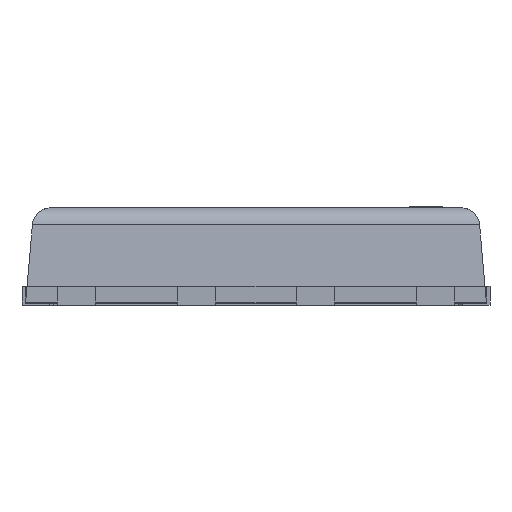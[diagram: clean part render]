
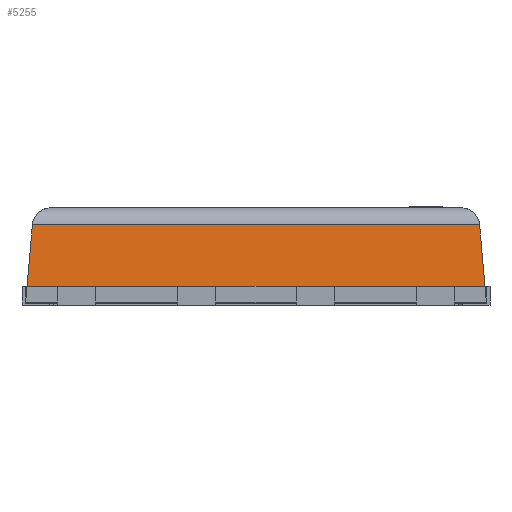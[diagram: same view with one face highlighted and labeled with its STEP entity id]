
A CAD part, front view. The second image highlights one B-rep face of the part: STEP entity #5255.
In plain terms, the highlighted planar face has unit normal (0, -0.996, 0.087).
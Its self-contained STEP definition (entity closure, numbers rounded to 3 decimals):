
#350 = VECTOR ( 'NONE', #11889, 1000. ) ;
#575 = CARTESIAN_POINT ( 'NONE',  ( 2.45, -2.912, 0.02 ) ) ;
#969 = ORIENTED_EDGE ( 'NONE', *, *, #14696, .T. ) ;
#1202 = ORIENTED_EDGE ( 'NONE', *, *, #9278, .F. ) ;
#1479 = ORIENTED_EDGE ( 'NONE', *, *, #2810, .T. ) ;
#1639 = VECTOR ( 'NONE', #15336, 1000. ) ;
#1700 = CARTESIAN_POINT ( 'NONE',  ( -2.377, -2.84, 0.852 ) ) ;
#1974 = VECTOR ( 'NONE', #9319, 1000. ) ;
#2430 = CARTESIAN_POINT ( 'NONE',  ( 2.406, -2.869, 0.522 ) ) ;
#2810 = EDGE_CURVE ( 'NONE', #6447, #12830, #11122, .T. ) ;
#3092 = DIRECTION ( 'NONE',  ( 0., -0.087, -0.996 ) ) ;
#3583 = AXIS2_PLACEMENT_3D ( 'NONE', #10818, #5870, #3092 ) ;
#5255 = ADVANCED_FACE ( 'NONE', ( #10304 ), #14463, .T. ) ;
#5342 = CARTESIAN_POINT ( 'NONE',  ( -2.361, -2.84, 0.852 ) ) ;
#5427 = LINE ( 'NONE', #9230, #1974 ) ;
#5751 = CARTESIAN_POINT ( 'NONE',  ( -2.45, -2.912, 0.02 ) ) ;
#5870 = DIRECTION ( 'NONE',  ( 0., -0.996, 0.087 ) ) ;
#6144 = ORIENTED_EDGE ( 'NONE', *, *, #14668, .T. ) ;
#6447 = VERTEX_POINT ( 'NONE', #1700 ) ;
#7298 = VERTEX_POINT ( 'NONE', #11751 ) ;
#9230 = CARTESIAN_POINT ( 'NONE',  ( -2.45, -2.912, 0.02 ) ) ;
#9278 = EDGE_CURVE ( 'NONE', #7298, #12264, #12715, .T. ) ;
#9319 = DIRECTION ( 'NONE',  ( 1., 0., 0. ) ) ;
#9841 = DIRECTION ( 'NONE',  ( -0.087, -0.087, -0.992 ) ) ;
#10304 = FACE_OUTER_BOUND ( 'NONE', #15575, .T. ) ;
#10526 = LINE ( 'NONE', #5342, #350 ) ;
#10818 = CARTESIAN_POINT ( 'NONE',  ( -2.45, -2.912, 0.02 ) ) ;
#11122 = LINE ( 'NONE', #5751, #14860 ) ;
#11751 = CARTESIAN_POINT ( 'NONE',  ( 2.377, -2.84, 0.852 ) ) ;
#11889 = DIRECTION ( 'NONE',  ( -1., 0., 0. ) ) ;
#12264 = VERTEX_POINT ( 'NONE', #575 ) ;
#12715 = LINE ( 'NONE', #2430, #1639 ) ;
#12830 = VERTEX_POINT ( 'NONE', #13426 ) ;
#13426 = CARTESIAN_POINT ( 'NONE',  ( -2.45, -2.912, 0.02 ) ) ;
#14463 = PLANE ( 'NONE',  #3583 ) ;
#14668 = EDGE_CURVE ( 'NONE', #12830, #12264, #5427, .T. ) ;
#14696 = EDGE_CURVE ( 'NONE', #7298, #6447, #10526, .T. ) ;
#14860 = VECTOR ( 'NONE', #9841, 1000. ) ;
#15336 = DIRECTION ( 'NONE',  ( 0.087, -0.087, -0.992 ) ) ;
#15575 = EDGE_LOOP ( 'NONE', ( #1202, #969, #1479, #6144 ) ) ;
